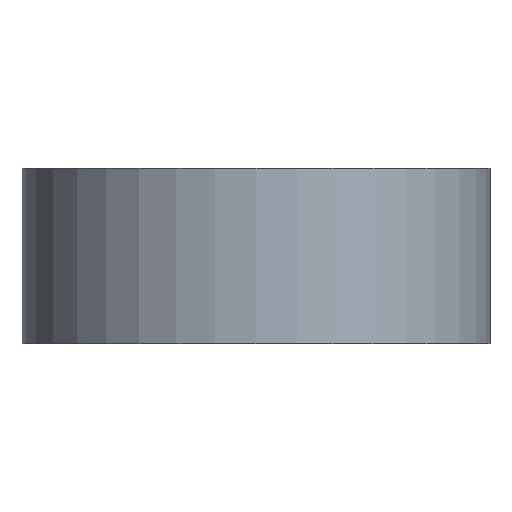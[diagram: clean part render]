
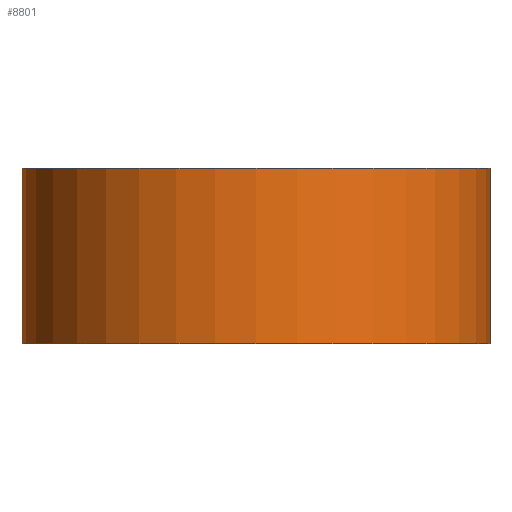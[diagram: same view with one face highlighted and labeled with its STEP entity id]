
A CAD part, front view. The second image highlights one B-rep face of the part: STEP entity #8801.
In plain terms, the highlighted cylindrical face has radius 12 mm (diameter 24 mm), a full revolution.
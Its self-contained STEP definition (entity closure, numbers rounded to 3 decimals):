
#186=CYLINDRICAL_SURFACE('',#9782,12.);
#355=FACE_OUTER_BOUND('',#882,.T.);
#882=EDGE_LOOP('',(#6231,#6232,#6233,#6234));
#1418=CIRCLE('',#9777,12.);
#1420=CIRCLE('',#9780,12.);
#1909=LINE('',#14023,#2840);
#2840=VECTOR('',#11110,12.);
#3738=VERTEX_POINT('',#14013);
#3740=VERTEX_POINT('',#14018);
#4681=EDGE_CURVE('',#3738,#3738,#1418,.T.);
#4683=EDGE_CURVE('',#3740,#3740,#1420,.T.);
#4685=EDGE_CURVE('',#3738,#3740,#1909,.T.);
#6231=ORIENTED_EDGE('',*,*,#4681,.F.);
#6232=ORIENTED_EDGE('',*,*,#4685,.T.);
#6233=ORIENTED_EDGE('',*,*,#4683,.F.);
#6234=ORIENTED_EDGE('',*,*,#4685,.F.);
#8801=ADVANCED_FACE('',(#355),#186,.T.);
#9777=AXIS2_PLACEMENT_3D('',#14014,#11098,#11099);
#9780=AXIS2_PLACEMENT_3D('',#14019,#11104,#11105);
#9782=AXIS2_PLACEMENT_3D('',#14022,#11108,#11109);
#11098=DIRECTION('center_axis',(0.,0.,1.));
#11099=DIRECTION('ref_axis',(1.,0.,0.));
#11104=DIRECTION('center_axis',(0.,0.,-1.));
#11105=DIRECTION('ref_axis',(1.,0.,0.));
#11108=DIRECTION('center_axis',(0.,0.,1.));
#11109=DIRECTION('ref_axis',(1.,0.,0.));
#11110=DIRECTION('',(0.,0.,-1.));
#14013=CARTESIAN_POINT('',(98.1,80.879,15.));
#14014=CARTESIAN_POINT('Origin',(110.1,80.879,15.));
#14018=CARTESIAN_POINT('',(98.1,80.879,6.));
#14019=CARTESIAN_POINT('Origin',(110.1,80.879,6.));
#14022=CARTESIAN_POINT('Origin',(110.1,80.879,10.5));
#14023=CARTESIAN_POINT('',(98.1,80.879,10.5));
